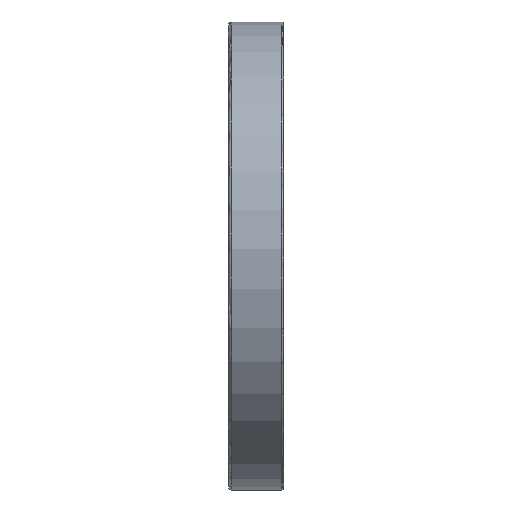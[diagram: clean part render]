
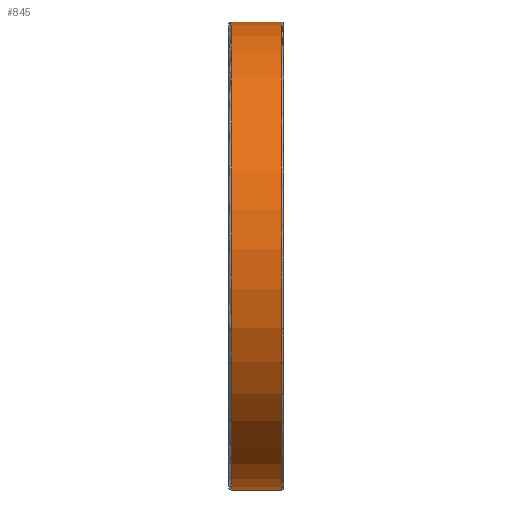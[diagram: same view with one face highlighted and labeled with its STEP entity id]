
A CAD part, front view. The second image highlights one B-rep face of the part: STEP entity #845.
In plain terms, the highlighted cylindrical face has radius 42.5 mm (diameter 85 mm), a partial arc.
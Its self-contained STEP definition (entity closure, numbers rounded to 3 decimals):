
#111 = DIRECTION ( 'NONE',  ( 1., 0., 0. ) ) ;
#122 = VERTEX_POINT ( 'NONE', #1513 ) ;
#126 = AXIS2_PLACEMENT_3D ( 'NONE', #583, #148, #378 ) ;
#148 = DIRECTION ( 'NONE',  ( 1., 0., 0. ) ) ;
#162 = ORIENTED_EDGE ( 'NONE', *, *, #792, .F. ) ;
#169 = CIRCLE ( 'NONE', #1284, 42.5 ) ;
#214 = LINE ( 'NONE', #1583, #668 ) ;
#235 = VERTEX_POINT ( 'NONE', #392 ) ;
#316 = DIRECTION ( 'NONE',  ( 0., 1., 0. ) ) ;
#377 = CIRCLE ( 'NONE', #954, 42.5 ) ;
#378 = DIRECTION ( 'NONE',  ( 0., 0., -1. ) ) ;
#392 = CARTESIAN_POINT ( 'NONE',  ( 9.7, 0., -42.5 ) ) ;
#395 = EDGE_LOOP ( 'NONE', ( #1101, #1636, #1364, #1378, #162, #1667 ) ) ;
#409 = LINE ( 'NONE', #2205, #1200 ) ;
#450 = EDGE_CURVE ( 'NONE', #1921, #1329, #795, .T. ) ;
#487 = CARTESIAN_POINT ( 'NONE',  ( 9.7, 0., 0. ) ) ;
#499 = CARTESIAN_POINT ( 'NONE',  ( 0.6, 0., -42.5 ) ) ;
#506 = FACE_OUTER_BOUND ( 'NONE', #395, .T. ) ;
#515 = CARTESIAN_POINT ( 'NONE',  ( 0.6, 0., 0. ) ) ;
#565 = EDGE_CURVE ( 'NONE', #1921, #122, #409, .T. ) ;
#583 = CARTESIAN_POINT ( 'NONE',  ( 0.6, 0., 0. ) ) ;
#588 = AXIS2_PLACEMENT_3D ( 'NONE', #1086, #111, #316 ) ;
#593 = CARTESIAN_POINT ( 'NONE',  ( 0.6, -40.42, -13.133 ) ) ;
#668 = VECTOR ( 'NONE', #1188, 1000. ) ;
#671 = DIRECTION ( 'NONE',  ( 1., 0., 0. ) ) ;
#789 = EDGE_CURVE ( 'NONE', #122, #2226, #377, .T. ) ;
#792 = EDGE_CURVE ( 'NONE', #2226, #235, #2365, .T. ) ;
#795 = CIRCLE ( 'NONE', #126, 42.5 ) ;
#845 = ADVANCED_FACE ( 'NONE', ( #506 ), #2045, .T. ) ;
#864 = EDGE_CURVE ( 'NONE', #1329, #1599, #169, .T. ) ;
#898 = DIRECTION ( 'NONE',  ( 0., 0., -1. ) ) ;
#954 = AXIS2_PLACEMENT_3D ( 'NONE', #487, #2446, #898 ) ;
#1010 = DIRECTION ( 'NONE',  ( 1., 0., 0. ) ) ;
#1086 = CARTESIAN_POINT ( 'NONE',  ( 50., 0., 0. ) ) ;
#1101 = ORIENTED_EDGE ( 'NONE', *, *, #565, .F. ) ;
#1104 = DIRECTION ( 'NONE',  ( 1., 0., 0. ) ) ;
#1188 = DIRECTION ( 'NONE',  ( 1., 0., 0. ) ) ;
#1200 = VECTOR ( 'NONE', #1010, 1000. ) ;
#1284 = AXIS2_PLACEMENT_3D ( 'NONE', #515, #1104, #1456 ) ;
#1329 = VERTEX_POINT ( 'NONE', #593 ) ;
#1364 = ORIENTED_EDGE ( 'NONE', *, *, #864, .T. ) ;
#1378 = ORIENTED_EDGE ( 'NONE', *, *, #2182, .T. ) ;
#1456 = DIRECTION ( 'NONE',  ( 0., 0., -1. ) ) ;
#1513 = CARTESIAN_POINT ( 'NONE',  ( 9.7, 0., 42.5 ) ) ;
#1555 = CARTESIAN_POINT ( 'NONE',  ( 0.6, 0., 42.5 ) ) ;
#1583 = CARTESIAN_POINT ( 'NONE',  ( 0.6, 0., -42.5 ) ) ;
#1599 = VERTEX_POINT ( 'NONE', #499 ) ;
#1636 = ORIENTED_EDGE ( 'NONE', *, *, #450, .T. ) ;
#1667 = ORIENTED_EDGE ( 'NONE', *, *, #789, .F. ) ;
#1670 = DIRECTION ( 'NONE',  ( 0., 0., -1. ) ) ;
#1685 = AXIS2_PLACEMENT_3D ( 'NONE', #2404, #671, #1670 ) ;
#1881 = CARTESIAN_POINT ( 'NONE',  ( 9.7, -40.42, -13.133 ) ) ;
#1921 = VERTEX_POINT ( 'NONE', #1555 ) ;
#2045 = CYLINDRICAL_SURFACE ( 'NONE', #588, 42.5 ) ;
#2182 = EDGE_CURVE ( 'NONE', #1599, #235, #214, .T. ) ;
#2205 = CARTESIAN_POINT ( 'NONE',  ( 0.6, 0., 42.5 ) ) ;
#2226 = VERTEX_POINT ( 'NONE', #1881 ) ;
#2365 = CIRCLE ( 'NONE', #1685, 42.5 ) ;
#2404 = CARTESIAN_POINT ( 'NONE',  ( 9.7, 0., 0. ) ) ;
#2446 = DIRECTION ( 'NONE',  ( 1., 0., 0. ) ) ;
